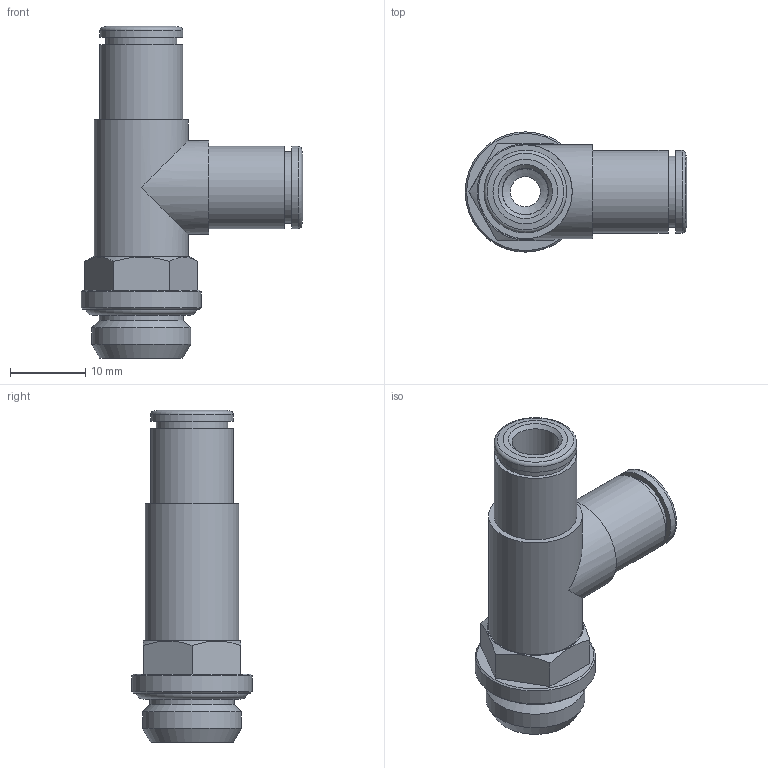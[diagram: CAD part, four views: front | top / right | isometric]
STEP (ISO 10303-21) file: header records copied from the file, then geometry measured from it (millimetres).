
FILE_DESCRIPTION(/* description */ (''),/* implementation_level */ '2;1');
FILE_NAME(/* name */ 'iqstl_146_g_msv.stp',/* time_stamp */ '2017-10-06T11:59:01+02:00',/* author */ ('Hamoud'),/* organization */ (''),/* preprocessor_version */ 'ST-DEVELOPER v15.6',/* originating_system */ 'Autodesk Inventor LT ',/* authorisation */ '');
FILE_SCHEMA (('AUTOMOTIVE_DESIGN { 1 0 10303 214 3 1 1 }'));
Length unit declared in the file: millimetre
Products named in the file (1): iqstl_146_g_msv
Bounding box: 29.5 x 16 x 44.2 mm (x, y, z)
Volume: 4553.9 mm3; surface area: 5700.3 mm2
Topology: 5 solids, 5 shells, 88 faces, 176 edges, 108 vertices
Faces by surface type: cylinder 29, cone 28, plane 26, torus 5
Full cylindrical faces by diameter (mm): 4 x2, 5.5 x1, 6 x1, 6.1 x2, 6.2 x2, 8.3 x2, 8.5 x1, 9 x4, 9.5 x2, 9.6 x2, 10.1 x1, 11 x4, 11.2 x1, 12.5 x2, 13.157 x1, 16 x1
Entity records: 2617 total; most frequent: CARTESIAN_POINT 995, DIRECTION 356, ORIENTED_EDGE 204, AXIS2_PLACEMENT_3D 172, EDGE_LOOP 171, EDGE_CURVE 102, VERTEX_POINT 95, FACE_OUTER_BOUND 88
